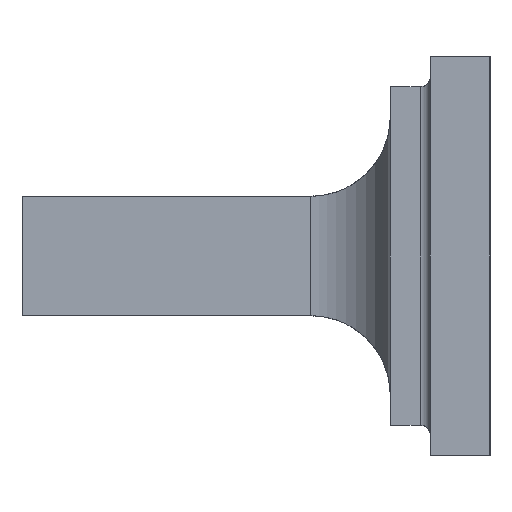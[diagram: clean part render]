
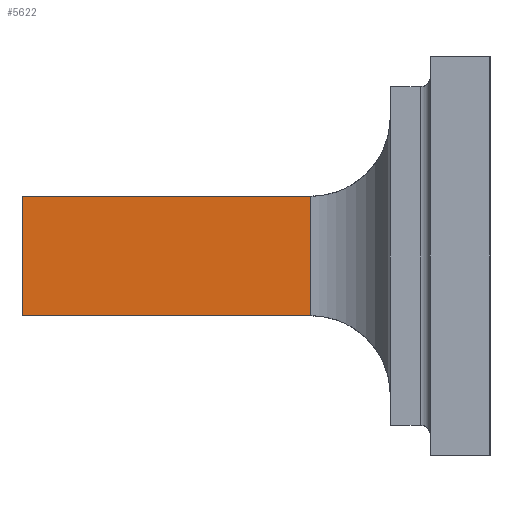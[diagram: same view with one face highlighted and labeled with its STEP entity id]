
A CAD part, left-side view. The second image highlights one B-rep face of the part: STEP entity #5622.
In plain terms, the highlighted planar face has unit normal (-1, 0, 0).
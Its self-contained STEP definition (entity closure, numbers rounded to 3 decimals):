
#24 = CARTESIAN_POINT ( 'NONE',  ( -50.5, 18.416, 3. ) ) ;
#342 = LINE ( 'NONE', #4590, #4316 ) ;
#489 = VECTOR ( 'NONE', #2371, 1000. ) ;
#625 = FACE_OUTER_BOUND ( 'NONE', #2531, .T. ) ;
#656 = VERTEX_POINT ( 'NONE', #3095 ) ;
#795 = EDGE_CURVE ( 'NONE', #6517, #7209, #1644, .T. ) ;
#913 = CARTESIAN_POINT ( 'NONE',  ( -50.5, 5., -3. ) ) ;
#953 = DIRECTION ( 'NONE',  ( 0., -1., 0. ) ) ;
#1015 = CARTESIAN_POINT ( 'NONE',  ( -50.5, 9., 3. ) ) ;
#1630 = ORIENTED_EDGE ( 'NONE', *, *, #6591, .T. ) ;
#1644 = LINE ( 'NONE', #5913, #4660 ) ;
#1908 = CARTESIAN_POINT ( 'NONE',  ( -50.5, 5., 0. ) ) ;
#1977 = EDGE_CURVE ( 'NONE', #656, #6260, #342, .T. ) ;
#2371 = DIRECTION ( 'NONE',  ( 0., 1., 0. ) ) ;
#2531 = EDGE_LOOP ( 'NONE', ( #6686, #4758, #6058, #1630 ) ) ;
#3095 = CARTESIAN_POINT ( 'NONE',  ( -50.5, 9., -3. ) ) ;
#4316 = VECTOR ( 'NONE', #5161, 1000. ) ;
#4368 = DIRECTION ( 'NONE',  ( 0., 0., -1. ) ) ;
#4546 = CARTESIAN_POINT ( 'NONE',  ( -50.5, 23.5, -3. ) ) ;
#4590 = CARTESIAN_POINT ( 'NONE',  ( -50.5, 9., 0. ) ) ;
#4660 = VECTOR ( 'NONE', #5293, 1000. ) ;
#4758 = ORIENTED_EDGE ( 'NONE', *, *, #4856, .T. ) ;
#4797 = PLANE ( 'NONE',  #5042 ) ;
#4856 = EDGE_CURVE ( 'NONE', #6517, #656, #5212, .T. ) ;
#5042 = AXIS2_PLACEMENT_3D ( 'NONE', #1908, #7443, #4368 ) ;
#5161 = DIRECTION ( 'NONE',  ( 0., 0., 1. ) ) ;
#5212 = LINE ( 'NONE', #913, #7378 ) ;
#5293 = DIRECTION ( 'NONE',  ( 0., 0., 1. ) ) ;
#5377 = LINE ( 'NONE', #24, #489 ) ;
#5622 = ADVANCED_FACE ( 'NONE', ( #625 ), #4797, .T. ) ;
#5913 = CARTESIAN_POINT ( 'NONE',  ( -50.5, 23.5, 0. ) ) ;
#6058 = ORIENTED_EDGE ( 'NONE', *, *, #1977, .T. ) ;
#6260 = VERTEX_POINT ( 'NONE', #1015 ) ;
#6517 = VERTEX_POINT ( 'NONE', #4546 ) ;
#6591 = EDGE_CURVE ( 'NONE', #6260, #7209, #5377, .T. ) ;
#6686 = ORIENTED_EDGE ( 'NONE', *, *, #795, .F. ) ;
#7209 = VERTEX_POINT ( 'NONE', #7741 ) ;
#7378 = VECTOR ( 'NONE', #953, 1000. ) ;
#7443 = DIRECTION ( 'NONE',  ( -1., 0., 0. ) ) ;
#7741 = CARTESIAN_POINT ( 'NONE',  ( -50.5, 23.5, 3. ) ) ;
